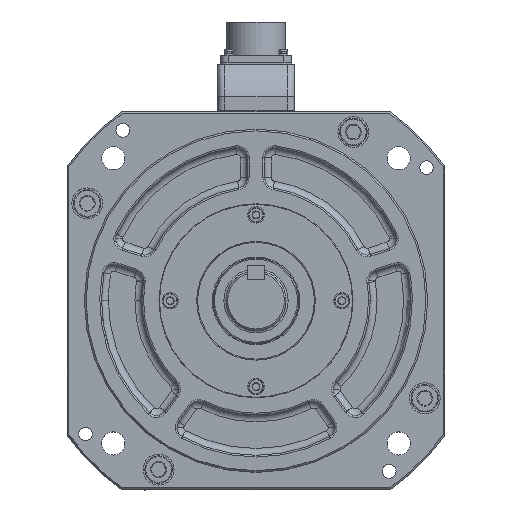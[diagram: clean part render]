
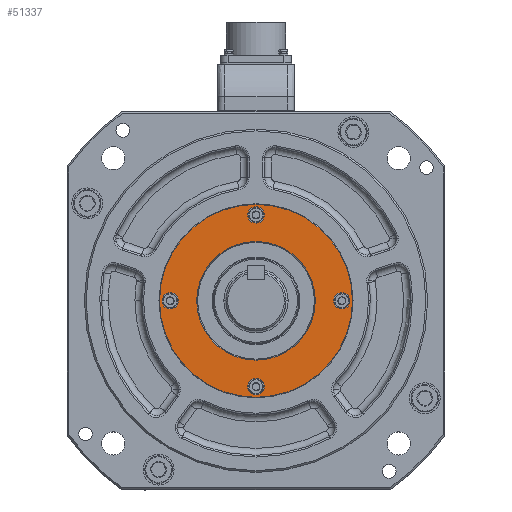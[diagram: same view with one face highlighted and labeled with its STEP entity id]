
A CAD part, top view. The second image highlights one B-rep face of the part: STEP entity #51337.
In plain terms, the highlighted planar face has unit normal (0, 0, 1).
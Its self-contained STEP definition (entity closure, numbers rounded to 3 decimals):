
#11271 = EDGE_CURVE ( 'NONE', #44011, #44103, #58742, .T. ) ;
#11284 = EDGE_CURVE ( 'NONE', #44069, #44063, #58716, .T. ) ;
#11288 = EDGE_CURVE ( 'NONE', #44063, #44069, #58718, .T. ) ;
#11291 = EDGE_CURVE ( 'NONE', #43997, #44018, #58758, .T. ) ;
#11316 = EDGE_CURVE ( 'NONE', #44072, #44110, #58891, .T. ) ;
#11341 = EDGE_CURVE ( 'NONE', #43947, #44115, #58867, .T. ) ;
#11347 = EDGE_CURVE ( 'NONE', #44115, #43947, #58869, .T. ) ;
#11358 = EDGE_CURVE ( 'NONE', #44041, #44039, #58928, .T. ) ;
#11375 = EDGE_CURVE ( 'NONE', #44018, #43997, #58959, .T. ) ;
#11386 = EDGE_CURVE ( 'NONE', #44103, #44011, #58952, .T. ) ;
#11387 = EDGE_CURVE ( 'NONE', #44110, #44072, #59047, .T. ) ;
#11423 = EDGE_CURVE ( 'NONE', #44039, #44041, #58976, .T. ) ;
#12455 = CARTESIAN_POINT ( 'NONE',  ( 50., 0., 24. ) ) ;
#12460 = DIRECTION ( 'NONE',  ( 0., 0., 1. ) ) ;
#12467 = DIRECTION ( 'NONE',  ( 1., 0., 0. ) ) ;
#28637 = EDGE_LOOP ( 'NONE', ( #66228, #66256 ) ) ;
#28650 = EDGE_LOOP ( 'NONE', ( #66361, #66309 ) ) ;
#28662 = EDGE_LOOP ( 'NONE', ( #66111, #66166 ) ) ;
#28680 = EDGE_LOOP ( 'NONE', ( #66095, #66258 ) ) ;
#28682 = EDGE_LOOP ( 'NONE', ( #66374, #66379 ) ) ;
#28689 = EDGE_LOOP ( 'NONE', ( #66277, #66275 ) ) ;
#40925 = AXIS2_PLACEMENT_3D ( 'NONE', #49165, #49086, #49133 ) ;
#43947 = VERTEX_POINT ( 'NONE', #75048 ) ;
#43997 = VERTEX_POINT ( 'NONE', #75002 ) ;
#44011 = VERTEX_POINT ( 'NONE', #75094 ) ;
#44018 = VERTEX_POINT ( 'NONE', #75077 ) ;
#44039 = VERTEX_POINT ( 'NONE', #75088 ) ;
#44041 = VERTEX_POINT ( 'NONE', #75068 ) ;
#44063 = VERTEX_POINT ( 'NONE', #75091 ) ;
#44069 = VERTEX_POINT ( 'NONE', #75065 ) ;
#44072 = VERTEX_POINT ( 'NONE', #75115 ) ;
#44103 = VERTEX_POINT ( 'NONE', #75103 ) ;
#44110 = VERTEX_POINT ( 'NONE', #75082 ) ;
#44115 = VERTEX_POINT ( 'NONE', #75087 ) ;
#49037 = FACE_BOUND ( 'NONE', #28682, .T. ) ;
#49083 = PLANE ( 'NONE',  #40925 ) ;
#49086 = DIRECTION ( 'NONE',  ( 0., 0., -1. ) ) ;
#49095 = FACE_BOUND ( 'NONE', #28680, .T. ) ;
#49099 = FACE_BOUND ( 'NONE', #28637, .T. ) ;
#49133 = DIRECTION ( 'NONE',  ( -1., 0., 0. ) ) ;
#49150 = FACE_BOUND ( 'NONE', #28689, .T. ) ;
#49153 = FACE_BOUND ( 'NONE', #28650, .T. ) ;
#49155 = FACE_OUTER_BOUND ( 'NONE', #28662, .T. ) ;
#49165 = CARTESIAN_POINT ( 'NONE',  ( 0., 34.546, 24. ) ) ;
#51337 = ADVANCED_FACE ( 'NONE', ( #49037, #49095, #49153, #49099, #49150, #49155 ), #49083, .F. ) ;
#57405 = DIRECTION ( 'NONE',  ( 1., 0., 0. ) ) ;
#57450 = DIRECTION ( 'NONE',  ( 0., 0., 1. ) ) ;
#57455 = CARTESIAN_POINT ( 'NONE',  ( 0., 0., 24. ) ) ;
#57466 = CARTESIAN_POINT ( 'NONE',  ( 0., 50., 24. ) ) ;
#57492 = DIRECTION ( 'NONE',  ( 1., 0., 0. ) ) ;
#57526 = DIRECTION ( 'NONE',  ( 0., 0., 1. ) ) ;
#58716 = CIRCLE ( 'NONE', #58744, 4.75 ) ;
#58718 = CIRCLE ( 'NONE', #58770, 4.75 ) ;
#58729 = AXIS2_PLACEMENT_3D ( 'NONE', #59108, #59161, #59182 ) ;
#58740 = AXIS2_PLACEMENT_3D ( 'NONE', #59093, #59019, #59012 ) ;
#58742 = CIRCLE ( 'NONE', #58740, 4.75 ) ;
#58744 = AXIS2_PLACEMENT_3D ( 'NONE', #59081, #59095, #59052 ) ;
#58758 = CIRCLE ( 'NONE', #58729, 34.546 ) ;
#58770 = AXIS2_PLACEMENT_3D ( 'NONE', #59016, #59018, #59150 ) ;
#58850 = AXIS2_PLACEMENT_3D ( 'NONE', #59256, #59252, #59238 ) ;
#58857 = AXIS2_PLACEMENT_3D ( 'NONE', #59292, #59308, #59278 ) ;
#58867 = CIRCLE ( 'NONE', #58857, 4.75 ) ;
#58869 = CIRCLE ( 'NONE', #58904, 4.75 ) ;
#58891 = CIRCLE ( 'NONE', #58850, 56.2 ) ;
#58904 = AXIS2_PLACEMENT_3D ( 'NONE', #59281, #59315, #59277 ) ;
#58915 = AXIS2_PLACEMENT_3D ( 'NONE', #59333, #59320, #59337 ) ;
#58928 = CIRCLE ( 'NONE', #58915, 4.75 ) ;
#58952 = CIRCLE ( 'NONE', #58970, 4.75 ) ;
#58959 = CIRCLE ( 'NONE', #59038, 34.546 ) ;
#58970 = AXIS2_PLACEMENT_3D ( 'NONE', #57466, #57526, #57405 ) ;
#58976 = CIRCLE ( 'NONE', #58978, 4.75 ) ;
#58978 = AXIS2_PLACEMENT_3D ( 'NONE', #12455, #12460, #12467 ) ;
#59012 = DIRECTION ( 'NONE',  ( 1., 0., 0. ) ) ;
#59016 = CARTESIAN_POINT ( 'NONE',  ( -50., 0., 24. ) ) ;
#59018 = DIRECTION ( 'NONE',  ( 0., 0., 1. ) ) ;
#59019 = DIRECTION ( 'NONE',  ( 0., 0., 1. ) ) ;
#59038 = AXIS2_PLACEMENT_3D ( 'NONE', #59444, #59459, #59446 ) ;
#59047 = CIRCLE ( 'NONE', #59050, 56.2 ) ;
#59050 = AXIS2_PLACEMENT_3D ( 'NONE', #57455, #57450, #57492 ) ;
#59052 = DIRECTION ( 'NONE',  ( 1., 0., 0. ) ) ;
#59081 = CARTESIAN_POINT ( 'NONE',  ( -50., 0., 24. ) ) ;
#59093 = CARTESIAN_POINT ( 'NONE',  ( 0., 50., 24. ) ) ;
#59095 = DIRECTION ( 'NONE',  ( 0., 0., 1. ) ) ;
#59108 = CARTESIAN_POINT ( 'NONE',  ( 0., 0., 24. ) ) ;
#59150 = DIRECTION ( 'NONE',  ( 1., 0., 0. ) ) ;
#59161 = DIRECTION ( 'NONE',  ( 0., 0., 1. ) ) ;
#59182 = DIRECTION ( 'NONE',  ( 1., 0., 0. ) ) ;
#59238 = DIRECTION ( 'NONE',  ( 1., 0., 0. ) ) ;
#59252 = DIRECTION ( 'NONE',  ( 0., 0., 1. ) ) ;
#59256 = CARTESIAN_POINT ( 'NONE',  ( 0., 0., 24. ) ) ;
#59277 = DIRECTION ( 'NONE',  ( 1., 0., 0. ) ) ;
#59278 = DIRECTION ( 'NONE',  ( 1., 0., 0. ) ) ;
#59281 = CARTESIAN_POINT ( 'NONE',  ( 0., -50., 24. ) ) ;
#59292 = CARTESIAN_POINT ( 'NONE',  ( 0., -50., 24. ) ) ;
#59308 = DIRECTION ( 'NONE',  ( 0., 0., 1. ) ) ;
#59315 = DIRECTION ( 'NONE',  ( 0., 0., 1. ) ) ;
#59320 = DIRECTION ( 'NONE',  ( 0., 0., 1. ) ) ;
#59333 = CARTESIAN_POINT ( 'NONE',  ( 50., 0., 24. ) ) ;
#59337 = DIRECTION ( 'NONE',  ( 1., 0., 0. ) ) ;
#59444 = CARTESIAN_POINT ( 'NONE',  ( 0., 0., 24. ) ) ;
#59446 = DIRECTION ( 'NONE',  ( 1., 0., 0. ) ) ;
#59459 = DIRECTION ( 'NONE',  ( 0., 0., 1. ) ) ;
#66095 = ORIENTED_EDGE ( 'NONE', *, *, #11423, .F. ) ;
#66111 = ORIENTED_EDGE ( 'NONE', *, *, #11387, .T. ) ;
#66166 = ORIENTED_EDGE ( 'NONE', *, *, #11316, .T. ) ;
#66228 = ORIENTED_EDGE ( 'NONE', *, *, #11386, .F. ) ;
#66256 = ORIENTED_EDGE ( 'NONE', *, *, #11271, .F. ) ;
#66258 = ORIENTED_EDGE ( 'NONE', *, *, #11358, .F. ) ;
#66275 = ORIENTED_EDGE ( 'NONE', *, *, #11291, .F. ) ;
#66277 = ORIENTED_EDGE ( 'NONE', *, *, #11375, .F. ) ;
#66309 = ORIENTED_EDGE ( 'NONE', *, *, #11288, .F. ) ;
#66361 = ORIENTED_EDGE ( 'NONE', *, *, #11284, .F. ) ;
#66374 = ORIENTED_EDGE ( 'NONE', *, *, #11347, .F. ) ;
#66379 = ORIENTED_EDGE ( 'NONE', *, *, #11341, .F. ) ;
#75002 = CARTESIAN_POINT ( 'NONE',  ( -34.546, 0., 24. ) ) ;
#75048 = CARTESIAN_POINT ( 'NONE',  ( -4.75, -50., 24. ) ) ;
#75065 = CARTESIAN_POINT ( 'NONE',  ( -45.25, 0., 24. ) ) ;
#75068 = CARTESIAN_POINT ( 'NONE',  ( 45.25, 0., 24. ) ) ;
#75077 = CARTESIAN_POINT ( 'NONE',  ( 34.546, 0., 24. ) ) ;
#75082 = CARTESIAN_POINT ( 'NONE',  ( -56.2, 0., 24. ) ) ;
#75087 = CARTESIAN_POINT ( 'NONE',  ( 4.75, -50., 24. ) ) ;
#75088 = CARTESIAN_POINT ( 'NONE',  ( 54.75, 0., 24. ) ) ;
#75091 = CARTESIAN_POINT ( 'NONE',  ( -54.75, 0., 24. ) ) ;
#75094 = CARTESIAN_POINT ( 'NONE',  ( -4.75, 50., 24. ) ) ;
#75103 = CARTESIAN_POINT ( 'NONE',  ( 4.75, 50., 24. ) ) ;
#75115 = CARTESIAN_POINT ( 'NONE',  ( 56.2, 0., 24. ) ) ;
